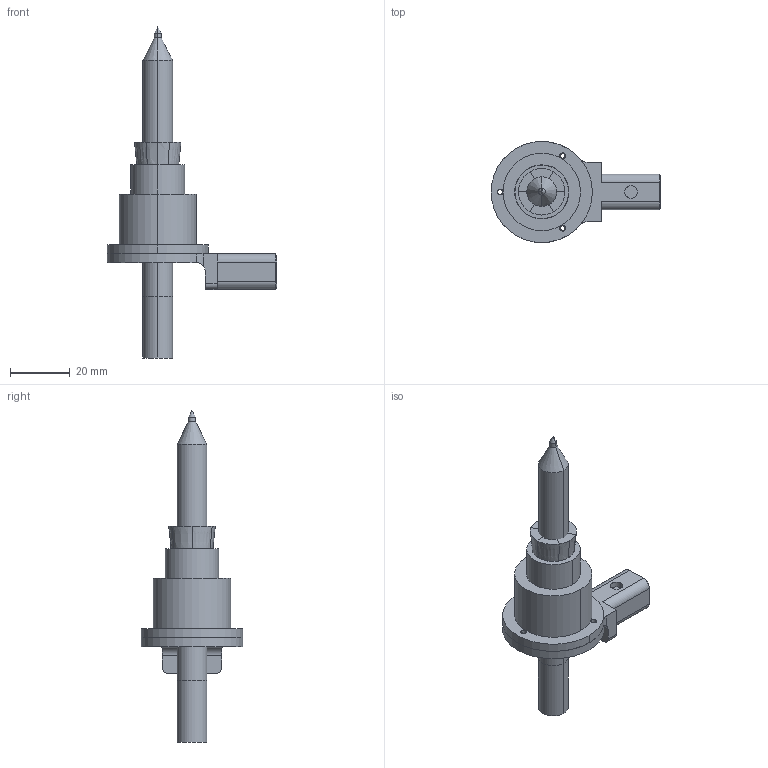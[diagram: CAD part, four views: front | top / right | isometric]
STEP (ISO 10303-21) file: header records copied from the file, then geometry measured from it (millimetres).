
FILE_DESCRIPTION((''),'2;1');
FILE_NAME('0001_ASM','2021-12-03T10:50:03',('Administrator'),(''),'CREO PARAMETRIC BY PTC INC, 2017260','CREO PARAMETRIC BY PTC INC, 2017260','');
FILE_SCHEMA(('CONFIG_CONTROL_DESIGN'));
Length unit declared in the file: millimetre
Products named in the file (7): _SKEL0001; 00; 0003; 0004; 0; 0006; 0001_ASM
Assembly tree (6 placements, depth 2):
  0001_ASM
    _SKEL0001
    00
    0003
    0004
    0
    0006
Bounding box: 57 x 34 x 111.53 mm (x, y, z)
Volume: 19791.8 mm3; surface area: 25870.3 mm2
Topology: 5 solids, 14 shells, 141 faces, 326 edges, 204 vertices
Faces by surface type: cylinder 72, plane 46, cone 23
Entity records: 4233 total; most frequent: DIRECTION 807, CARTESIAN_POINT 698, ORIENTED_EDGE 624, AXIS2_PLACEMENT_3D 329, EDGE_CURVE 322, VERTEX_POINT 204, CIRCLE 171, EDGE_LOOP 166
